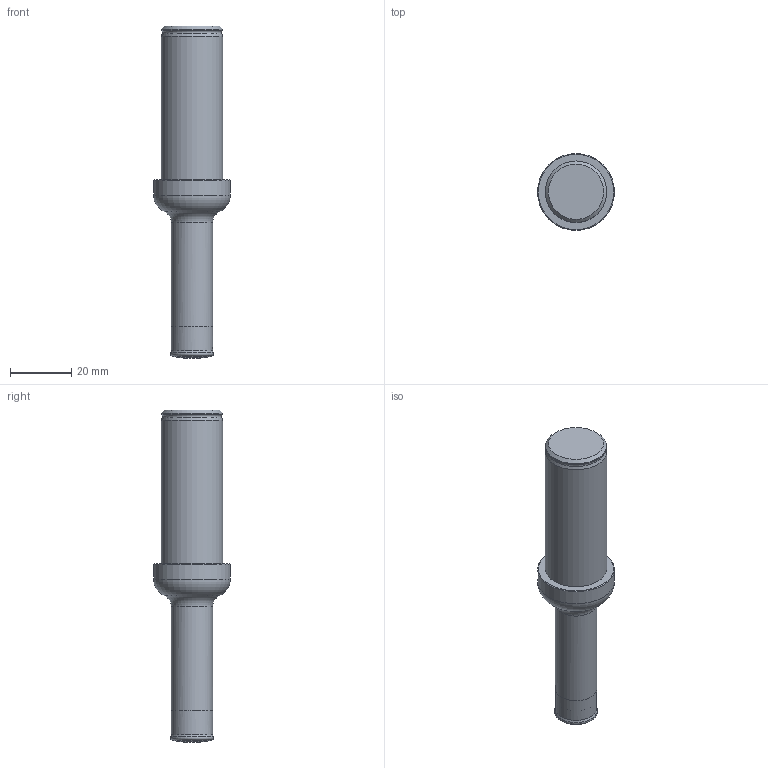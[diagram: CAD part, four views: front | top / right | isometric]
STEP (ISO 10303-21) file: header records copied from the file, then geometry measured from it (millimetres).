
FILE_DESCRIPTION(/* description */ ('3-D model version:1'),/* implementation_level */ '2;1');
FILE_NAME(/* name */ '881-D1400L20-03',/* time_stamp */ '2011-11-16T12:46:56+01:00',/* author */ ('CappDp'),/* organization */ ('AB Sandvik Coromant'),/* preprocessor_version */ 'ST-DEVELOPER v11',/* originating_system */ 'SIEMENS UGS NX 6.0',/* authorisation */ '');
FILE_SCHEMA (('AP203_CONFIGURATION_CONTROLLED_3D_DESIGN_OF_MECHANICAL_PARTS_AND_ASSEMBLIES_MIM_LF'));
Length unit declared in the file: millimetre
Products named in the file (1): 5866_2_3D
Bounding box: 25 x 25 x 108 mm (x, y, z)
Volume: 27642.9 mm3; surface area: 7156.6 mm2
Topology: 2 solids, 2 shells, 28 faces, 59 edges, 34 vertices
Faces by surface type: cone 14, cylinder 5, torus 5, plane 3, bspline 1
Full cylindrical faces by diameter (mm): 13.4 x2, 19.993 x1, 19.994 x1, 25 x1
Entity records: 691 total; most frequent: CARTESIAN_POINT 127, DIRECTION 106, AXIS2_PLACEMENT_3D 53, FACE_BOUND 52, EDGE_LOOP 52, ORIENTED_EDGE 52, ADVANCED_FACE 28, VERTEX_POINT 28
